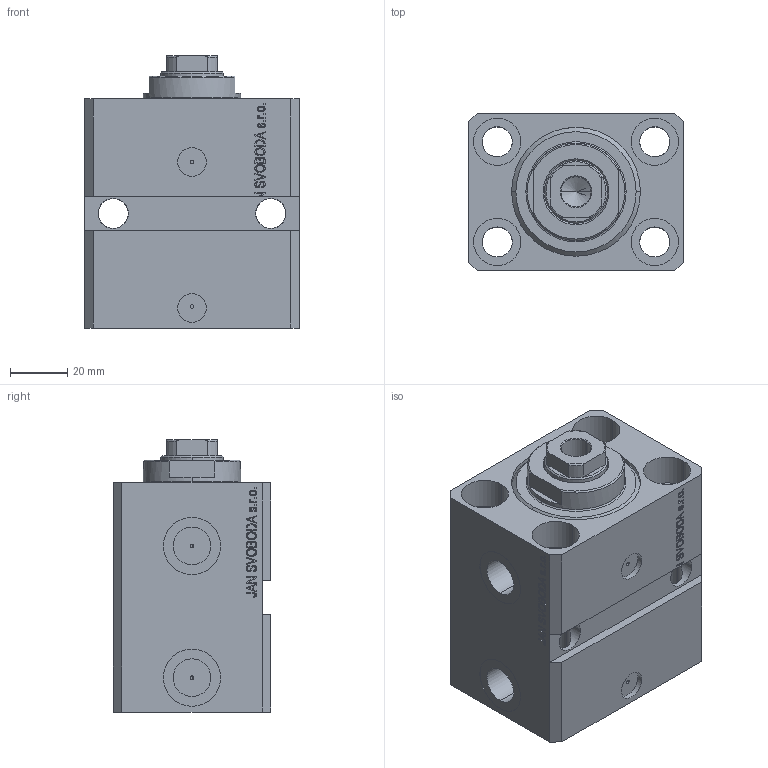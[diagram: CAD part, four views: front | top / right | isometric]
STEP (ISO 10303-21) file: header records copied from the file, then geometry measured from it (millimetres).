
FILE_DESCRIPTION (( 'STEP AP203' ), '1' );
FILE_NAME ('89b2.STEP', '2023-10-07T23:19:19', ( '' ), ( '' ), 'SwSTEP 2.0', 'SolidWorks 2019', '' );
FILE_SCHEMA (( 'CONFIG_CONTROL_DESIGN' ));
Length unit declared in the file: millimetre
Products named in the file (4): V250CE_VC_E a75450ed5b3b67a06a4e4a732e2f9053; 89b2; V250CE_E_Body a75450ed5b3b67a06a4e4a732e2f9053; V250CE_C_VCP a75450ed5b3b67a06a4e4a732e2f9053
Assembly tree (3 placements, depth 2):
  89b2
    V250CE_E_Body a75450ed5b3b67a06a4e4a732e2f9053
    V250CE_C_VCP a75450ed5b3b67a06a4e4a732e2f9053
    V250CE_VC_E a75450ed5b3b67a06a4e4a732e2f9053
Bounding box: 75 x 55 x 95 mm (x, y, z)
Volume: 275454.9 mm3; surface area: 67234 mm2
Topology: 3 solids, 3 shells, 894 faces, 2302 edges, 1511 vertices
Faces by surface type: plane 438, bspline 354, cylinder 84, cone 12, torus 6
Entity records: 44086 total; most frequent: CARTESIAN_POINT 24239, ORIENTED_EDGE 4600, DIRECTION 2812, EDGE_CURVE 2300, VERTEX_POINT 1511, LINE 1396, VECTOR 1396, EDGE_LOOP 1021
